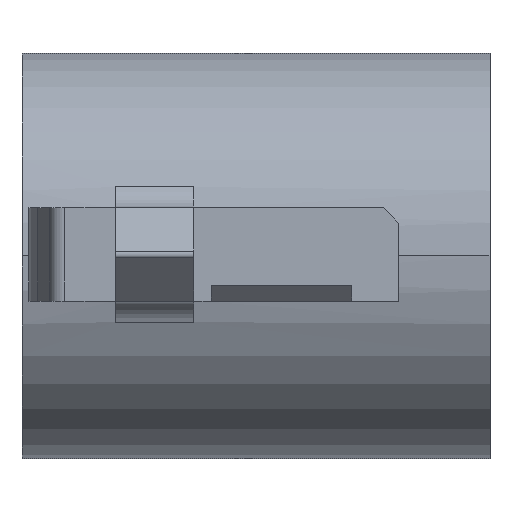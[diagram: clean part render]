
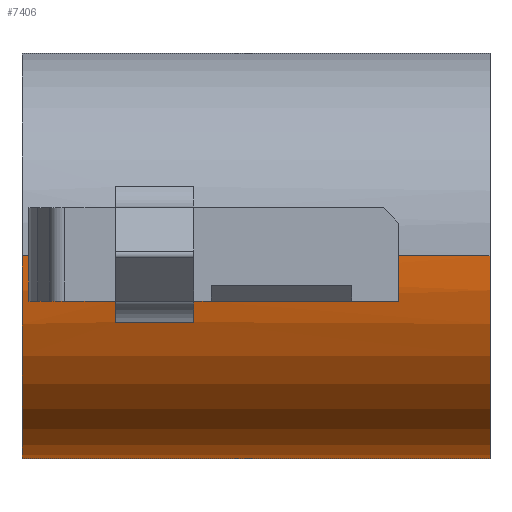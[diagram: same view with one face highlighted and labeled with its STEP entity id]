
A CAD part, left-side view. The second image highlights one B-rep face of the part: STEP entity #7406.
In plain terms, the highlighted cylindrical face has radius 13 mm (diameter 26 mm), a partial arc.
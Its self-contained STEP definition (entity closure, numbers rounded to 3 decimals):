
#7104=CARTESIAN_POINT('',(12.095,6.,2.905));
#7105=VERTEX_POINT('',#7104);
#7115=CARTESIAN_POINT('',(12.81,6.,-1.346));
#7116=VERTEX_POINT('',#7115);
#7117=CARTESIAN_POINT('',(25.095,6.,2.905));
#7118=DIRECTION('',(0.,1.,0.));
#7119=DIRECTION('',(0.,-0.,1.));
#7120=AXIS2_PLACEMENT_3D('',#7117,#7118,#7119);
#7121=CIRCLE('',#7120,13.);
#7122=EDGE_CURVE('',#7116,#7105,#7121,.T.);
#7149=CARTESIAN_POINT('',(12.095,1.,2.905));
#7150=VERTEX_POINT('',#7149);
#7151=CARTESIAN_POINT('',(12.81,1.,-1.346));
#7152=VERTEX_POINT('',#7151);
#7153=CARTESIAN_POINT('',(25.095,1.,2.905));
#7154=DIRECTION('',(0.,-1.,0.));
#7155=DIRECTION('',(0.,0.,-1.));
#7156=AXIS2_PLACEMENT_3D('',#7153,#7154,#7155);
#7157=CIRCLE('',#7156,13.);
#7158=EDGE_CURVE('',#7150,#7152,#7157,.T.);
#7351=CARTESIAN_POINT('',(25.095,12.,2.905));
#7352=DIRECTION('',(0.,-1.,-0.));
#7353=DIRECTION('',(-1.,0.,-0.));
#7354=AXIS2_PLACEMENT_3D('',#7351,#7352,#7353);
#7355=CYLINDRICAL_SURFACE('',#7354,13.);
#7356=CARTESIAN_POINT('',(12.095,12.,2.905));
#7357=VERTEX_POINT('',#7356);
#7358=CARTESIAN_POINT('',(12.095,6.,2.905));
#7359=DIRECTION('',(-0.,1.,-0.));
#7360=VECTOR('',#7359,6.);
#7361=LINE('',#7358,#7360);
#7362=EDGE_CURVE('',#7105,#7357,#7361,.T.);
#7363=ORIENTED_EDGE('',*,*,#7362,.T.);
#7364=CARTESIAN_POINT('',(33.038,12.,-7.387));
#7365=VERTEX_POINT('',#7364);
#7366=CARTESIAN_POINT('',(25.095,12.,2.905));
#7367=DIRECTION('',(0.,-1.,-0.));
#7368=DIRECTION('',(-1.,0.,-0.));
#7369=AXIS2_PLACEMENT_3D('',#7366,#7367,#7368);
#7370=CIRCLE('',#7369,13.);
#7371=EDGE_CURVE('',#7357,#7365,#7370,.T.);
#7372=ORIENTED_EDGE('',*,*,#7371,.T.);
#7373=CARTESIAN_POINT('',(33.038,-18.,-7.387));
#7374=VERTEX_POINT('',#7373);
#7375=CARTESIAN_POINT('',(33.038,12.,-7.387));
#7376=DIRECTION('',(0.,-1.,0.));
#7377=VECTOR('',#7376,30.);
#7378=LINE('',#7375,#7377);
#7379=EDGE_CURVE('',#7365,#7374,#7378,.T.);
#7380=ORIENTED_EDGE('',*,*,#7379,.T.);
#7381=CARTESIAN_POINT('',(12.095,-18.,2.905));
#7382=VERTEX_POINT('',#7381);
#7383=CARTESIAN_POINT('',(25.095,-18.,2.905));
#7384=DIRECTION('',(0.,-1.,-0.));
#7385=DIRECTION('',(-1.,0.,-0.));
#7386=AXIS2_PLACEMENT_3D('',#7383,#7384,#7385);
#7387=CIRCLE('',#7386,13.);
#7388=EDGE_CURVE('',#7382,#7374,#7387,.T.);
#7389=ORIENTED_EDGE('',*,*,#7388,.F.);
#7390=CARTESIAN_POINT('',(12.095,-18.,2.905));
#7391=DIRECTION('',(-0.,1.,-0.));
#7392=VECTOR('',#7391,19.);
#7393=LINE('',#7390,#7392);
#7394=EDGE_CURVE('',#7382,#7150,#7393,.T.);
#7395=ORIENTED_EDGE('',*,*,#7394,.T.);
#7396=ORIENTED_EDGE('',*,*,#7158,.T.);
#7397=CARTESIAN_POINT('',(12.81,1.,-1.346));
#7398=DIRECTION('',(-0.,1.,-0.));
#7399=VECTOR('',#7398,5.);
#7400=LINE('',#7397,#7399);
#7401=EDGE_CURVE('',#7152,#7116,#7400,.T.);
#7402=ORIENTED_EDGE('',*,*,#7401,.T.);
#7403=ORIENTED_EDGE('',*,*,#7122,.T.);
#7404=EDGE_LOOP('',(#7363,#7372,#7380,#7389,#7395,#7396,#7402,#7403));
#7405=FACE_BOUND('',#7404,.T.);
#7406=ADVANCED_FACE('',(#7405),#7355,.T.);
